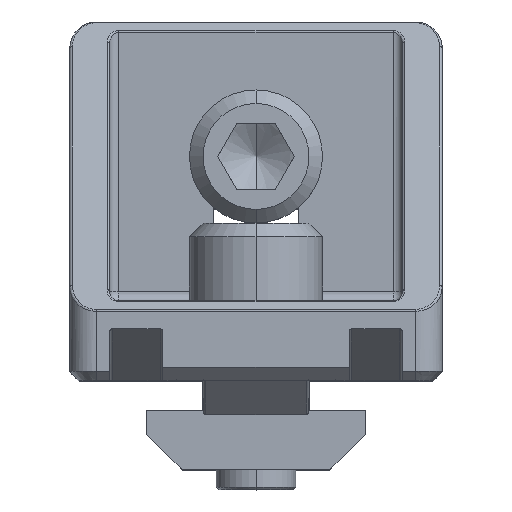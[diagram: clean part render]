
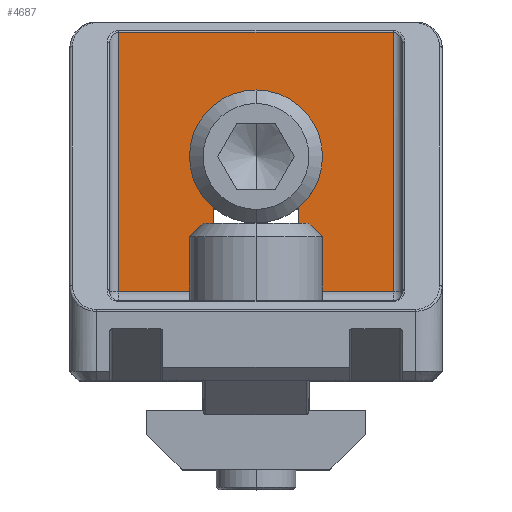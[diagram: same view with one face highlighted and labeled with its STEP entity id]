
A CAD part, top view. The second image highlights one B-rep face of the part: STEP entity #4687.
In plain terms, the highlighted planar face has unit normal (0, 0, 1).
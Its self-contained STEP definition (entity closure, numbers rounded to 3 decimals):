
#3729=CARTESIAN_POINT('',(3.2,11.295,6.));
#3730=VERTEX_POINT('',#3729);
#3731=CARTESIAN_POINT('',(3.2,19.5,6.));
#3732=VERTEX_POINT('',#3731);
#3733=CARTESIAN_POINT('',(3.2,11.295,6.));
#3734=DIRECTION('',(0.0,1.0,0.0));
#3735=VECTOR('',#3734,8.205);
#3736=LINE('',#3733,#3735);
#3737=EDGE_CURVE('',#3730,#3732,#3736,.T.);
#3761=CARTESIAN_POINT('',(-3.2,19.5,6.));
#3762=VERTEX_POINT('',#3761);
#3769=CARTESIAN_POINT('',(-3.2,11.295,6.));
#3770=VERTEX_POINT('',#3769);
#3771=CARTESIAN_POINT('',(-3.2,19.5,6.));
#3772=DIRECTION('',(0.0,-1.0,0.0));
#3773=VECTOR('',#3772,8.205);
#3774=LINE('',#3771,#3773);
#3775=EDGE_CURVE('',#3762,#3770,#3774,.T.);
#4582=CARTESIAN_POINT('',(-42.709,26.3,6.));
#4583=DIRECTION('',(0.0,0.0,-1.0));
#4584=DIRECTION('',(-1.0,0.0,0.0));
#4585=AXIS2_PLACEMENT_3D('',#4582,#4583,#4584);
#4586=PLANE('',#4585);
#4587=CARTESIAN_POINT('',(10.3,6.7,6.));
#4588=VERTEX_POINT('',#4587);
#4589=CARTESIAN_POINT('',(10.3,26.217,6.));
#4590=VERTEX_POINT('',#4589);
#4591=CARTESIAN_POINT('',(10.3,6.7,6.));
#4592=DIRECTION('',(0.0,1.0,0.0));
#4593=VECTOR('',#4592,19.517);
#4594=LINE('',#4591,#4593);
#4595=EDGE_CURVE('',#4588,#4590,#4594,.T.);
#4596=ORIENTED_EDGE('',*,*,#4595,.T.);
#4597=CARTESIAN_POINT('',(-10.3,26.217,6.));
#4598=VERTEX_POINT('',#4597);
#4599=CARTESIAN_POINT('',(10.3,26.217,6.));
#4600=DIRECTION('',(-1.0,0.0,0.0));
#4601=VECTOR('',#4600,20.6);
#4602=LINE('',#4599,#4601);
#4603=EDGE_CURVE('',#4590,#4598,#4602,.T.);
#4604=ORIENTED_EDGE('',*,*,#4603,.T.);
#4605=CARTESIAN_POINT('',(-10.3,6.7,6.));
#4606=VERTEX_POINT('',#4605);
#4607=CARTESIAN_POINT('',(-10.3,26.217,6.));
#4608=DIRECTION('',(0.0,-1.0,0.0));
#4609=VECTOR('',#4608,19.517);
#4610=LINE('',#4607,#4609);
#4611=EDGE_CURVE('',#4598,#4606,#4610,.T.);
#4612=ORIENTED_EDGE('',*,*,#4611,.T.);
#4613=CARTESIAN_POINT('',(-10.3,6.7,6.));
#4614=DIRECTION('',(1.0,0.0,0.0));
#4615=VECTOR('',#4614,20.6);
#4616=LINE('',#4613,#4615);
#4617=EDGE_CURVE('',#4606,#4588,#4616,.T.);
#4618=ORIENTED_EDGE('',*,*,#4617,.T.);
#4619=EDGE_LOOP('',(#4596,#4604,#4612,#4618));
#4620=FACE_OUTER_BOUND('',#4619,.T.);
#4621=ORIENTED_EDGE('',*,*,#3775,.F.);
#4622=CARTESIAN_POINT('',(-2.5,20.2,6.));
#4623=VERTEX_POINT('',#4622);
#4624=CARTESIAN_POINT('',(-2.5,19.5,6.));
#4625=DIRECTION('',(0.0,0.0,-1.0));
#4626=DIRECTION('',(-1.0,0.0,0.0));
#4627=AXIS2_PLACEMENT_3D('',#4624,#4625,#4626);
#4628=CIRCLE('',#4627,0.7);
#4629=EDGE_CURVE('',#3762,#4623,#4628,.T.);
#4630=ORIENTED_EDGE('',*,*,#4629,.T.);
#4631=CARTESIAN_POINT('',(2.5,20.2,6.));
#4632=VERTEX_POINT('',#4631);
#4633=CARTESIAN_POINT('',(2.5,20.2,6.));
#4634=DIRECTION('',(-1.0,0.0,0.0));
#4635=VECTOR('',#4634,5.);
#4636=LINE('',#4633,#4635);
#4637=EDGE_CURVE('',#4632,#4623,#4636,.T.);
#4638=ORIENTED_EDGE('',*,*,#4637,.F.);
#4639=CARTESIAN_POINT('',(2.5,19.5,6.));
#4640=DIRECTION('',(0.0,0.0,-1.0));
#4641=DIRECTION('',(-1.0,0.0,0.0));
#4642=AXIS2_PLACEMENT_3D('',#4639,#4640,#4641);
#4643=CIRCLE('',#4642,0.7);
#4644=EDGE_CURVE('',#4632,#3732,#4643,.T.);
#4645=ORIENTED_EDGE('',*,*,#4644,.T.);
#4646=ORIENTED_EDGE('',*,*,#3737,.F.);
#4647=CARTESIAN_POINT('',(2.5,10.3,6.));
#4648=VERTEX_POINT('',#4647);
#4649=CARTESIAN_POINT('',(3.2,11.295,6.));
#4650=CARTESIAN_POINT('',(3.2,10.712,6.));
#4651=CARTESIAN_POINT('',(2.91,10.3,6.));
#4652=CARTESIAN_POINT('',(2.5,10.3,6.));
#4660=(BOUNDED_CURVE()B_SPLINE_CURVE(3,(#4649,#4650,#4651,#4652),.UNSPECIFIED.,.F.,.U.)B_SPLINE_CURVE_WITH_KNOTS((4,4),(1.571,3.142),.UNSPECIFIED.)CURVE()GEOMETRIC_REPRESENTATION_ITEM()RATIONAL_B_SPLINE_CURVE((1.0,0.805,0.805,1.0))REPRESENTATION_ITEM(''));
#4661=EDGE_CURVE('',#3730,#4648,#4660,.T.);
#4662=ORIENTED_EDGE('',*,*,#4661,.T.);
#4663=CARTESIAN_POINT('',(-2.5,10.3,6.));
#4664=VERTEX_POINT('',#4663);
#4665=CARTESIAN_POINT('',(-2.5,10.3,6.));
#4666=DIRECTION('',(1.0,0.0,0.0));
#4667=VECTOR('',#4666,5.);
#4668=LINE('',#4665,#4667);
#4669=EDGE_CURVE('',#4664,#4648,#4668,.T.);
#4670=ORIENTED_EDGE('',*,*,#4669,.F.);
#4671=CARTESIAN_POINT('',(-2.5,10.3,6.));
#4672=CARTESIAN_POINT('',(-2.91,10.3,6.));
#4673=CARTESIAN_POINT('',(-3.2,10.712,6.));
#4674=CARTESIAN_POINT('',(-3.2,11.295,6.));
#4682=(BOUNDED_CURVE()B_SPLINE_CURVE(3,(#4671,#4672,#4673,#4674),.UNSPECIFIED.,.F.,.U.)B_SPLINE_CURVE_WITH_KNOTS((4,4),(3.142,4.712),.UNSPECIFIED.)CURVE()GEOMETRIC_REPRESENTATION_ITEM()RATIONAL_B_SPLINE_CURVE((1.0,0.805,0.805,1.0))REPRESENTATION_ITEM(''));
#4683=EDGE_CURVE('',#4664,#3770,#4682,.T.);
#4684=ORIENTED_EDGE('',*,*,#4683,.T.);
#4685=EDGE_LOOP('',(#4621,#4630,#4638,#4645,#4646,#4662,#4670,#4684));
#4686=FACE_BOUND('',#4685,.T.);
#4687=ADVANCED_FACE('',(#4620,#4686),#4586,.F.);
